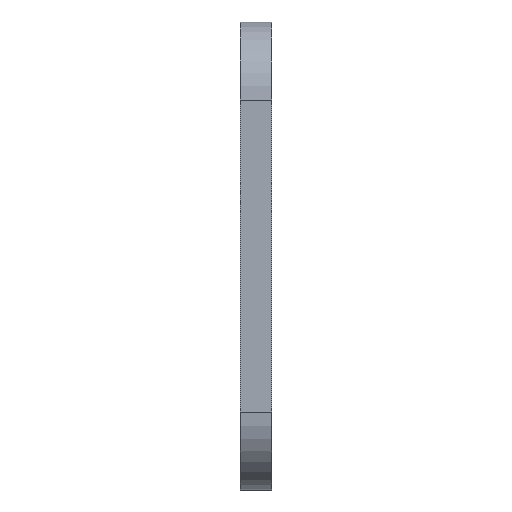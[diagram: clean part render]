
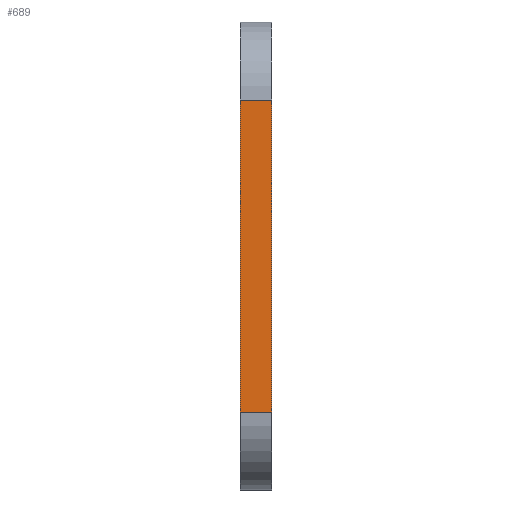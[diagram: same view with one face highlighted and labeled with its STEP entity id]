
A CAD part, left-side view. The second image highlights one B-rep face of the part: STEP entity #689.
In plain terms, the highlighted planar face has unit normal (-1, 0, 0).
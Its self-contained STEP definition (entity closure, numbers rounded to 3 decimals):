
#130=FACE_OUTER_BOUND('',#221,.T.);
#221=EDGE_LOOP('',(#598,#599,#600,#601));
#283=LINE('',#1050,#299);
#288=LINE('',#1125,#304);
#292=LINE('',#1187,#308);
#293=LINE('',#1188,#309);
#299=VECTOR('',#833,16.);
#304=VECTOR('',#904,16.);
#308=VECTOR('',#968,1.6);
#309=VECTOR('',#969,1.6);
#379=VERTEX_POINT('',#1047);
#380=VERTEX_POINT('',#1049);
#416=VERTEX_POINT('',#1122);
#417=VERTEX_POINT('',#1124);
#449=EDGE_CURVE('',#380,#379,#283,.T.);
#486=EDGE_CURVE('',#416,#417,#288,.T.);
#518=EDGE_CURVE('',#379,#417,#292,.T.);
#519=EDGE_CURVE('',#380,#416,#293,.T.);
#598=ORIENTED_EDGE('',*,*,#518,.T.);
#599=ORIENTED_EDGE('',*,*,#486,.F.);
#600=ORIENTED_EDGE('',*,*,#519,.F.);
#601=ORIENTED_EDGE('',*,*,#449,.T.);
#683=PLANE('',#790);
#689=ADVANCED_FACE('',(#130),#683,.T.);
#790=AXIS2_PLACEMENT_3D('',#1186,#966,#967);
#833=DIRECTION('',(0.,0.,-1.));
#904=DIRECTION('',(0.,0.,-1.));
#966=DIRECTION('center_axis',(-1.,0.,0.));
#967=DIRECTION('ref_axis',(0.,0.,1.));
#968=DIRECTION('',(0.,-1.,0.));
#969=DIRECTION('',(0.,-1.,0.));
#1047=CARTESIAN_POINT('',(-36.,0.,-8.));
#1049=CARTESIAN_POINT('',(-36.,0.,8.));
#1050=CARTESIAN_POINT('',(-36.,0.,8.));
#1122=CARTESIAN_POINT('',(-36.,-1.6,8.));
#1124=CARTESIAN_POINT('',(-36.,-1.6,-8.));
#1125=CARTESIAN_POINT('',(-36.,-1.6,8.));
#1186=CARTESIAN_POINT('Origin',(-36.,0.,-12.));
#1187=CARTESIAN_POINT('',(-36.,0.,-8.));
#1188=CARTESIAN_POINT('',(-36.,0.,8.));
